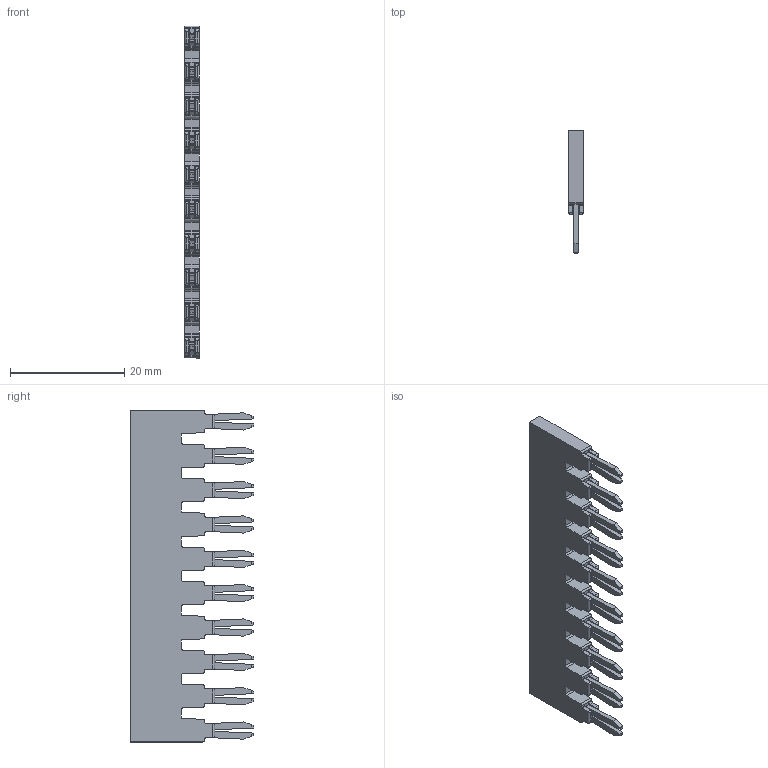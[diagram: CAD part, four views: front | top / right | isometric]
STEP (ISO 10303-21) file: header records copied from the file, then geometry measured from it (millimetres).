
FILE_DESCRIPTION (( 'STEP AP214' ), '1' );
FILE_NAME ('60432947.step', '2020-08-26T18:32:02', ( '' ), ( '' ), 'SwSTEP 2.0', 'SolidWorks 2019', '' );
FILE_SCHEMA (( 'AUTOMOTIVE_DESIGN' ));
Length unit declared in the file: inch
Products named in the file (1): 60432947
Bounding box: 2.6 x 21.5 x 58 mm (x, y, z)
Volume: 1905.8 mm3; surface area: 2772.5 mm2
Topology: 1 solids, 1 shells, 445 faces, 1266 edges, 844 vertices
Faces by surface type: plane 287, cylinder 158
Entity records: 14320 total; most frequent: CARTESIAN_POINT 3144, ORIENTED_EDGE 2532, DIRECTION 2082, EDGE_CURVE 1266, LINE 950, VECTOR 950, VERTEX_POINT 844, AXIS2_PLACEMENT_3D 566
